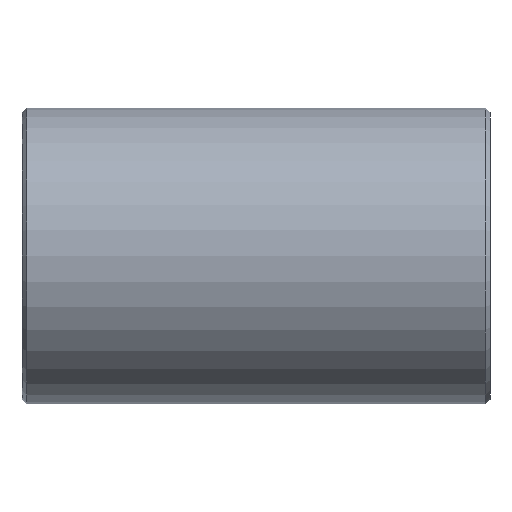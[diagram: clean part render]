
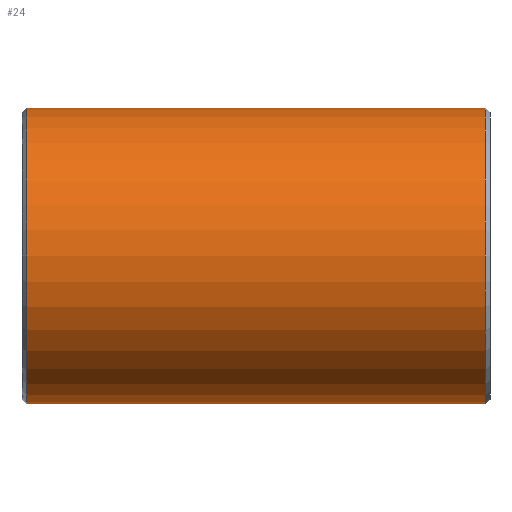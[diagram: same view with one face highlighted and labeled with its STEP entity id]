
A CAD part, front view. The second image highlights one B-rep face of the part: STEP entity #24.
In plain terms, the highlighted cylindrical face has radius 136.525 mm (diameter 273.05 mm), a partial arc.
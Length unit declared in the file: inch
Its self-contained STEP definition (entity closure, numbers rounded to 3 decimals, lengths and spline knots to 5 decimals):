
#24 = ADVANCED_FACE ( 'NONE', ( #230 ), #563, .T. ) ;
#44 = EDGE_LOOP ( 'NONE', ( #585, #551, #354, #531 ) ) ;
#87 = CARTESIAN_POINT ( 'NONE',  ( 8.33333, 0., 0. ) ) ;
#93 = CARTESIAN_POINT ( 'NONE',  ( 8.5, 0., 0. ) ) ;
#143 = CIRCLE ( 'NONE', #242, 5.375 ) ;
#170 = DIRECTION ( 'NONE',  ( 0., 0., 1. ) ) ;
#199 = EDGE_CURVE ( 'NONE', #403, #889, #143, .T. ) ;
#224 = CARTESIAN_POINT ( 'NONE',  ( -8.33333, 0., 5.375 ) ) ;
#229 = CIRCLE ( 'NONE', #349, 5.375 ) ;
#230 = FACE_OUTER_BOUND ( 'NONE', #44, .T. ) ;
#242 = AXIS2_PLACEMENT_3D ( 'NONE', #291, #494, #170 ) ;
#248 = CARTESIAN_POINT ( 'NONE',  ( 8.33333, 0., -5.375 ) ) ;
#272 = VERTEX_POINT ( 'NONE', #248 ) ;
#279 = CARTESIAN_POINT ( 'NONE',  ( -8.33333, 0., -5.375 ) ) ;
#291 = CARTESIAN_POINT ( 'NONE',  ( -8.33333, 0., 0. ) ) ;
#327 = VECTOR ( 'NONE', #649, 39.37008 ) ;
#341 = DIRECTION ( 'NONE',  ( -1., 0., 0. ) ) ;
#349 = AXIS2_PLACEMENT_3D ( 'NONE', #87, #341, #748 ) ;
#354 = ORIENTED_EDGE ( 'NONE', *, *, #521, .T. ) ;
#358 = DIRECTION ( 'NONE',  ( -1., 0., 0. ) ) ;
#364 = DIRECTION ( 'NONE',  ( -1., 0., 0. ) ) ;
#369 = EDGE_CURVE ( 'NONE', #272, #623, #229, .T. ) ;
#370 = LINE ( 'NONE', #431, #665 ) ;
#379 = LINE ( 'NONE', #699, #327 ) ;
#403 = VERTEX_POINT ( 'NONE', #224 ) ;
#431 = CARTESIAN_POINT ( 'NONE',  ( 8.5, 0., 5.375 ) ) ;
#494 = DIRECTION ( 'NONE',  ( 1., 0., 0. ) ) ;
#510 = CARTESIAN_POINT ( 'NONE',  ( 8.33333, 0., 5.375 ) ) ;
#521 = EDGE_CURVE ( 'NONE', #623, #403, #370, .T. ) ;
#531 = ORIENTED_EDGE ( 'NONE', *, *, #199, .T. ) ;
#551 = ORIENTED_EDGE ( 'NONE', *, *, #369, .T. ) ;
#563 = CYLINDRICAL_SURFACE ( 'NONE', #834, 5.375 ) ;
#585 = ORIENTED_EDGE ( 'NONE', *, *, #708, .F. ) ;
#623 = VERTEX_POINT ( 'NONE', #510 ) ;
#632 = DIRECTION ( 'NONE',  ( 0., 0., 1. ) ) ;
#649 = DIRECTION ( 'NONE',  ( -1., 0., 0. ) ) ;
#665 = VECTOR ( 'NONE', #364, 39.37008 ) ;
#699 = CARTESIAN_POINT ( 'NONE',  ( 8.5, 0., -5.375 ) ) ;
#708 = EDGE_CURVE ( 'NONE', #272, #889, #379, .T. ) ;
#748 = DIRECTION ( 'NONE',  ( 0., 0., -1. ) ) ;
#834 = AXIS2_PLACEMENT_3D ( 'NONE', #93, #358, #632 ) ;
#889 = VERTEX_POINT ( 'NONE', #279 ) ;
